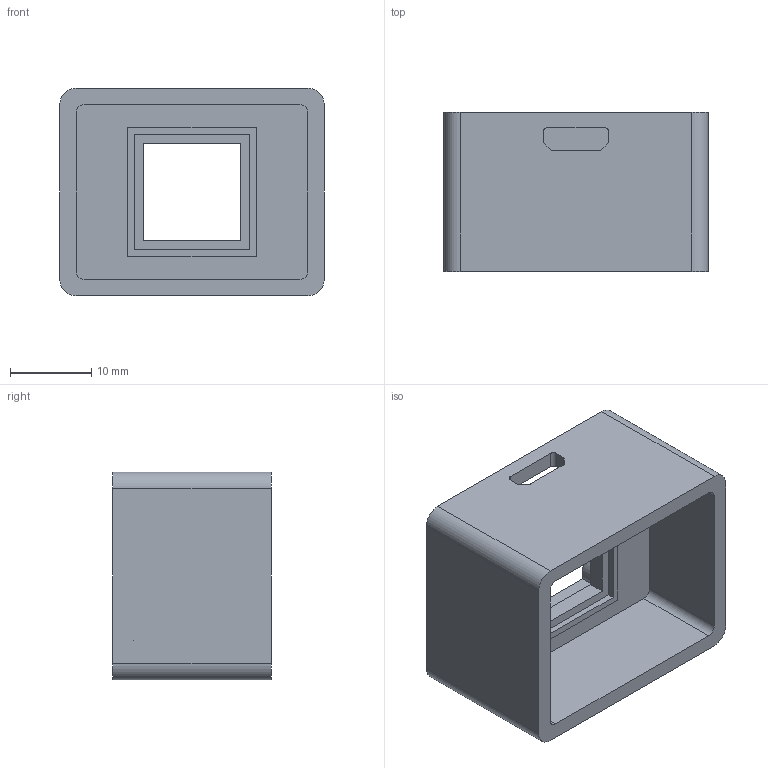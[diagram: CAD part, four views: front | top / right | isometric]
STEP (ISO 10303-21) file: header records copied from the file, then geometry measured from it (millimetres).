
FILE_DESCRIPTION (( 'STEP AP214' ), '1' );
FILE_NAME ('sensor_shell.STEP', '2023-07-07T04:06:19', ( '' ), ( '' ), 'SwSTEP 2.0', 'SolidWorks 2022', '' );
FILE_SCHEMA (( 'AUTOMOTIVE_DESIGN' ));
Length unit declared in the file: millimetre
Products named in the file (1): sensor_shell
Bounding box: 32.5 x 19.5 x 25.5 mm (x, y, z)
Volume: 5224.2 mm3; surface area: 5610.7 mm2
Topology: 1 solids, 1 shells, 78 faces, 194 edges, 126 vertices
Faces by surface type: plane 40, cylinder 32, torus 6
Entity records: 2416 total; most frequent: CARTESIAN_POINT 473, DIRECTION 404, ORIENTED_EDGE 388, EDGE_CURVE 194, AXIS2_PLACEMENT_3D 141, VERTEX_POINT 126, LINE 122, VECTOR 122
